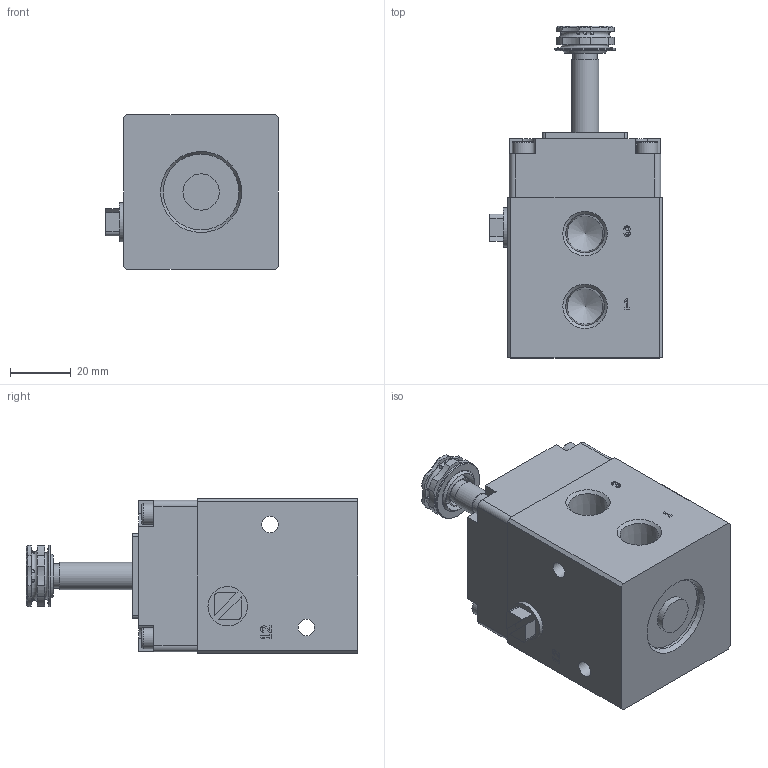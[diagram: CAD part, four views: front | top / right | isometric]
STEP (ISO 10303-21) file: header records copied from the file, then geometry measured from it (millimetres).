
FILE_DESCRIPTION(/* description */ ('STEP AP214'),/* implementation_level */ '2;1');
FILE_NAME(/* name */ '8122933_VOFC-LT-M32C-MC-N14-FN',/* time_stamp */ '2024-09-17T01:30:16+02:00',/* author */ ('License CC BY-ND 4.0'),/* organization */ ('CADENAS'),/* preprocessor_version */ 'ST-DEVELOPER v19.3',/* originating_system */ 'PARTsolutions',/* authorisation */ ' ');
FILE_SCHEMA (('AUTOMOTIVE_DESIGN {1 0 10303 214 3 1 1}'));
Length unit declared in the file: millimetre
Products named in the file (5): 8122933 VOFC-LT-M32C-MC-N14-FN; 2868687 VOFC-L-T-M32C-MC-N14-FN----(d); 2868687 VOFC-LT-M32C-MC-N14-FN-----(part); Blind-1/8-S---(part); Mutter-M8x0.75---(part)
Assembly tree (4 placements, depth 2):
  8122933 VOFC-LT-M32C-MC-N14-FN
    2868687 VOFC-L-T-M32C-MC-N14-FN----(d)
    2868687 VOFC-LT-M32C-MC-N14-FN-----(part)
    Blind-1/8-S---(part)
    Mutter-M8x0.75---(part)
Bounding box: 57 x 109.55 x 51 mm (x, y, z)
Volume: 180635.9 mm3; surface area: 28457.7 mm2
Topology: 3 solids, 3 shells, 321 faces, 803 edges, 523 vertices
Faces by surface type: plane 148, cylinder 127, cone 36, torus 10
Full cylindrical faces by diameter (mm): 1 x10, 3.243 x1, 4.134 x1, 5.5 x2, 6.9 x1, 7 x4, 7.188 x1, 8 x1, 8.38 x2, 9 x1, 9.728 x1, 10.4 x1, 12 x1, 13 x1, 13.4 x1, 20.2 x1, 25 x1
Entity records: 9498 total; most frequent: CARTESIAN_POINT 1825, DIRECTION 1639, ORIENTED_EDGE 1430, EDGE_CURVE 715, AXIS2_PLACEMENT_3D 632, VERTEX_POINT 505, FACE_BOUND 450, EDGE_LOOP 445
